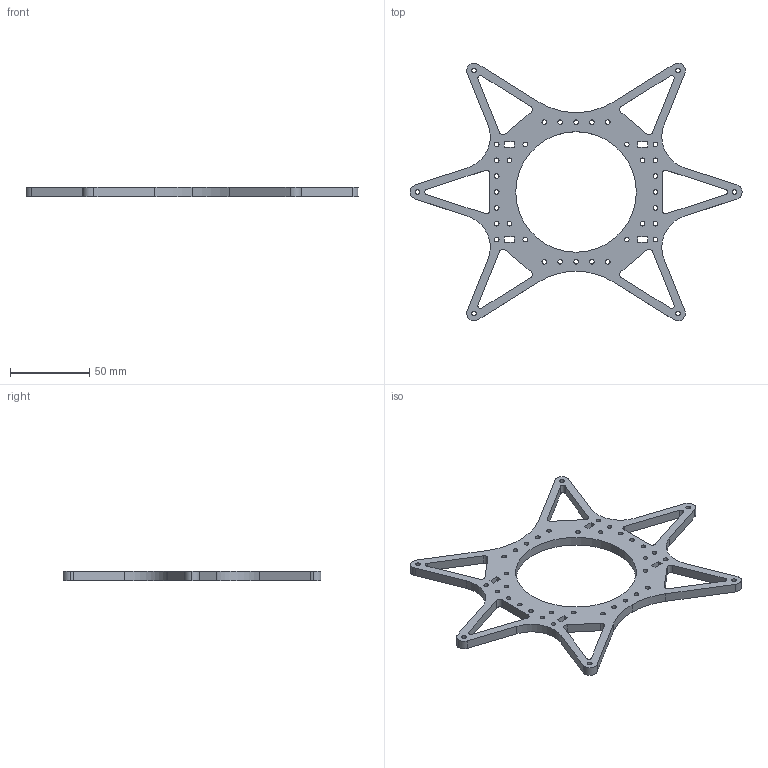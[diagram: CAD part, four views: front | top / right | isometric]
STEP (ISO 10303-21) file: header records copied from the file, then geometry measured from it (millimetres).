
FILE_DESCRIPTION (( 'STEP AP203' ), '1' );
FILE_NAME ('Body_pivot.STEP', '2019-05-07T03:55:06', ( '' ), ( '' ), 'SwSTEP 2.0', 'SolidWorks 2017', '' );
FILE_SCHEMA (( 'CONFIG_CONTROL_DESIGN' ));
Length unit declared in the file: millimetre
Products named in the file (1): Body_pivot
Bounding box: 209.3 x 162.51 x 5.85 mm (x, y, z)
Volume: 49063.4 mm3; surface area: 28933.9 mm2
Topology: 1 solids, 1 shells, 167 faces, 495 edges, 330 vertices
Faces by surface type: cylinder 119, plane 48
Entity records: 5980 total; most frequent: DIRECTION 1069, CARTESIAN_POINT 993, ORIENTED_EDGE 990, EDGE_CURVE 495, AXIS2_PLACEMENT_3D 406, VERTEX_POINT 330, EDGE_LOOP 265, LINE 257
